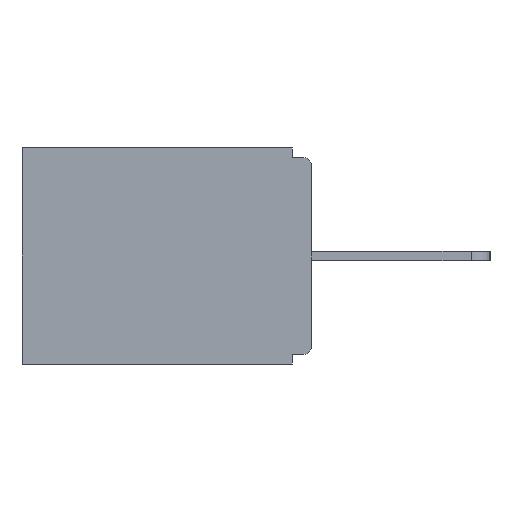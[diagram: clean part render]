
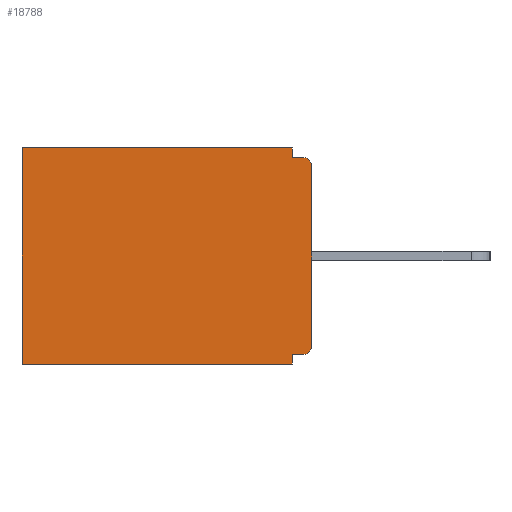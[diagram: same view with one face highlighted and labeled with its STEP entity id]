
A CAD part, left-side view. The second image highlights one B-rep face of the part: STEP entity #18788.
In plain terms, the highlighted planar face has unit normal (-1, 0, 0).
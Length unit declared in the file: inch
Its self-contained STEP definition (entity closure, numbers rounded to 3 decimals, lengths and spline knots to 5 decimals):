
#698 = DIRECTION ( 'NONE',  ( 0., 0., -1. ) ) ;
#1335 = DIRECTION ( 'NONE',  ( 0., 0., -1. ) ) ;
#1575 = DIRECTION ( 'NONE',  ( 0., 0., -1. ) ) ;
#1670 = CARTESIAN_POINT ( 'NONE',  ( 0.298, 0.46, 0. ) ) ;
#1809 = DIRECTION ( 'NONE',  ( 0., -1., 0. ) ) ;
#1860 = EDGE_CURVE ( 'NONE', #24420, #5224, #22077, .T. ) ;
#2291 = VECTOR ( 'NONE', #7795, 39.37008 ) ;
#2323 = AXIS2_PLACEMENT_3D ( 'NONE', #19041, #6539, #21113 ) ;
#3621 = ORIENTED_EDGE ( 'NONE', *, *, #8427, .T. ) ;
#4124 = CARTESIAN_POINT ( 'NONE',  ( 0.298, 0., 0. ) ) ;
#4150 = VECTOR ( 'NONE', #20860, 39.37008 ) ;
#4435 = EDGE_CURVE ( 'NONE', #8377, #18708, #23400, .T. ) ;
#5224 = VERTEX_POINT ( 'NONE', #15514 ) ;
#5646 = CARTESIAN_POINT ( 'NONE',  ( 0.298, 0.031, -0.343 ) ) ;
#6372 = ORIENTED_EDGE ( 'NONE', *, *, #23506, .F. ) ;
#6539 = DIRECTION ( 'NONE',  ( -1., 0., 0. ) ) ;
#6593 = VECTOR ( 'NONE', #14365, 39.37008 ) ;
#6864 = VECTOR ( 'NONE', #1575, 39.37008 ) ;
#7062 = CIRCLE ( 'NONE', #15811, 0.015 ) ;
#7261 = LINE ( 'NONE', #18511, #6593 ) ;
#7279 = ORIENTED_EDGE ( 'NONE', *, *, #19938, .F. ) ;
#7795 = DIRECTION ( 'NONE',  ( 0., 0., -1. ) ) ;
#7953 = CIRCLE ( 'NONE', #2323, 0.015 ) ;
#8377 = VERTEX_POINT ( 'NONE', #12971 ) ;
#8427 = EDGE_CURVE ( 'NONE', #21612, #14291, #14710, .T. ) ;
#9238 = VECTOR ( 'NONE', #698, 39.37008 ) ;
#9493 = LINE ( 'NONE', #20174, #25261 ) ;
#9803 = DIRECTION ( 'NONE',  ( 0., 1., 0. ) ) ;
#10149 = DIRECTION ( 'NONE',  ( 0., 0., -1. ) ) ;
#11029 = VECTOR ( 'NONE', #1809, 39.37008 ) ;
#11045 = DIRECTION ( 'NONE',  ( -1., 0., 0. ) ) ;
#11064 = CARTESIAN_POINT ( 'NONE',  ( 0.298, 0.031, 0. ) ) ;
#11739 = CARTESIAN_POINT ( 'NONE',  ( 0.298, 0.031, -0.328 ) ) ;
#12798 = CARTESIAN_POINT ( 'NONE',  ( 0.298, 0.031, -0.015 ) ) ;
#12971 = CARTESIAN_POINT ( 'NONE',  ( 0.298, 0., -0.03 ) ) ;
#13191 = CARTESIAN_POINT ( 'NONE',  ( 0.298, 0., -0.015 ) ) ;
#13733 = FACE_OUTER_BOUND ( 'NONE', #19151, .T. ) ;
#13853 = CARTESIAN_POINT ( 'NONE',  ( 0.298, 0.031, -0.343 ) ) ;
#14291 = VERTEX_POINT ( 'NONE', #20820 ) ;
#14365 = DIRECTION ( 'NONE',  ( 0., 1., 0. ) ) ;
#14382 = VECTOR ( 'NONE', #1335, 39.37008 ) ;
#14441 = ORIENTED_EDGE ( 'NONE', *, *, #24381, .T. ) ;
#14710 = LINE ( 'NONE', #1670, #9238 ) ;
#15514 = CARTESIAN_POINT ( 'NONE',  ( 0.298, 0.015, -0.015 ) ) ;
#15809 = ORIENTED_EDGE ( 'NONE', *, *, #4435, .F. ) ;
#15811 = AXIS2_PLACEMENT_3D ( 'NONE', #23418, #11045, #25431 ) ;
#16030 = CARTESIAN_POINT ( 'NONE',  ( 0.298, 0., -0.313 ) ) ;
#16785 = ORIENTED_EDGE ( 'NONE', *, *, #25450, .F. ) ;
#17253 = CARTESIAN_POINT ( 'NONE',  ( 0.298, 0.015, -0.328 ) ) ;
#17548 = AXIS2_PLACEMENT_3D ( 'NONE', #22478, #22563, #10149 ) ;
#18432 = PLANE ( 'NONE',  #17548 ) ;
#18511 = CARTESIAN_POINT ( 'NONE',  ( 0.298, 0., -0.343 ) ) ;
#18708 = VERTEX_POINT ( 'NONE', #16030 ) ;
#18788 = ADVANCED_FACE ( 'NONE', ( #13733 ), #18432, .F. ) ;
#18919 = ORIENTED_EDGE ( 'NONE', *, *, #22552, .T. ) ;
#19041 = CARTESIAN_POINT ( 'NONE',  ( 0.298, 0.015, -0.03 ) ) ;
#19077 = LINE ( 'NONE', #5646, #2291 ) ;
#19151 = EDGE_LOOP ( 'NONE', ( #14441, #20011, #6372, #23656, #3621, #16785, #7279, #25415, #18919, #15809 ) ) ;
#19187 = VERTEX_POINT ( 'NONE', #23854 ) ;
#19238 = VERTEX_POINT ( 'NONE', #11739 ) ;
#19938 = EDGE_CURVE ( 'NONE', #19238, #19187, #20635, .T. ) ;
#20011 = ORIENTED_EDGE ( 'NONE', *, *, #1860, .F. ) ;
#20174 = CARTESIAN_POINT ( 'NONE',  ( 0.298, 0., -0.328 ) ) ;
#20307 = VERTEX_POINT ( 'NONE', #17253 ) ;
#20556 = EDGE_CURVE ( 'NONE', #20307, #19238, #9493, .T. ) ;
#20635 = LINE ( 'NONE', #13853, #14382 ) ;
#20820 = CARTESIAN_POINT ( 'NONE',  ( 0.298, 0.46, -0.343 ) ) ;
#20860 = DIRECTION ( 'NONE',  ( 0., 1., 0. ) ) ;
#21113 = DIRECTION ( 'NONE',  ( 0., 0., -1. ) ) ;
#21153 = EDGE_CURVE ( 'NONE', #25092, #21612, #21486, .T. ) ;
#21486 = LINE ( 'NONE', #4124, #4150 ) ;
#21612 = VERTEX_POINT ( 'NONE', #22343 ) ;
#22077 = LINE ( 'NONE', #13191, #11029 ) ;
#22343 = CARTESIAN_POINT ( 'NONE',  ( 0.298, 0.46, 0. ) ) ;
#22478 = CARTESIAN_POINT ( 'NONE',  ( 0.298, 0., 0. ) ) ;
#22552 = EDGE_CURVE ( 'NONE', #20307, #18708, #7062, .T. ) ;
#22563 = DIRECTION ( 'NONE',  ( 1., 0., 0. ) ) ;
#23400 = LINE ( 'NONE', #25125, #6864 ) ;
#23418 = CARTESIAN_POINT ( 'NONE',  ( 0.298, 0.015, -0.313 ) ) ;
#23506 = EDGE_CURVE ( 'NONE', #25092, #24420, #19077, .T. ) ;
#23656 = ORIENTED_EDGE ( 'NONE', *, *, #21153, .T. ) ;
#23854 = CARTESIAN_POINT ( 'NONE',  ( 0.298, 0.031, -0.343 ) ) ;
#24381 = EDGE_CURVE ( 'NONE', #8377, #5224, #7953, .T. ) ;
#24420 = VERTEX_POINT ( 'NONE', #12798 ) ;
#25092 = VERTEX_POINT ( 'NONE', #11064 ) ;
#25125 = CARTESIAN_POINT ( 'NONE',  ( 0.298, 0., 0. ) ) ;
#25261 = VECTOR ( 'NONE', #9803, 39.37008 ) ;
#25415 = ORIENTED_EDGE ( 'NONE', *, *, #20556, .F. ) ;
#25431 = DIRECTION ( 'NONE',  ( 0., 0., -1. ) ) ;
#25450 = EDGE_CURVE ( 'NONE', #19187, #14291, #7261, .T. ) ;
